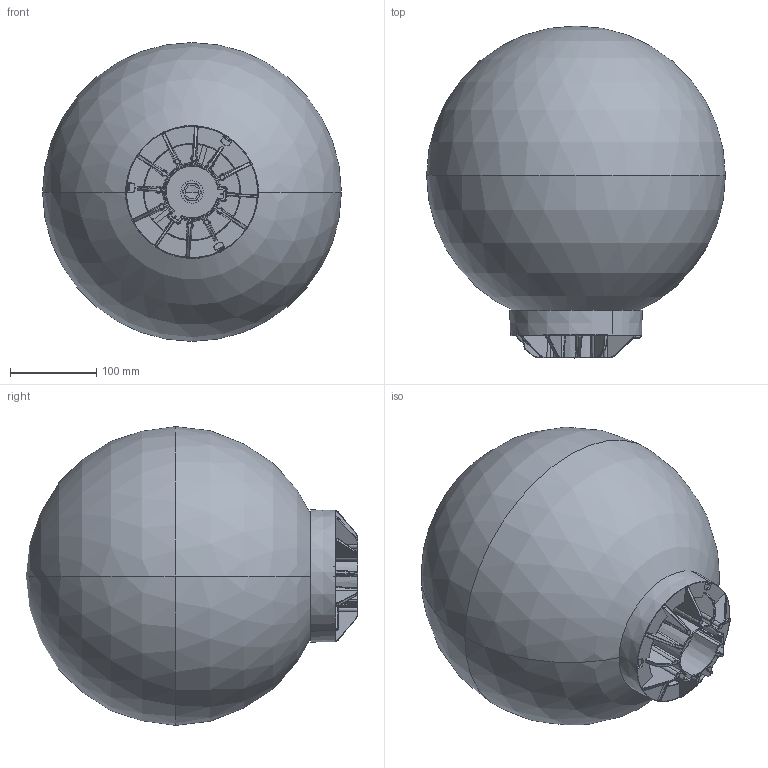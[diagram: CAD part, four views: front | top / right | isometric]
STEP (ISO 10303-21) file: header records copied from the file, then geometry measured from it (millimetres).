
FILE_DESCRIPTION (( 'STEP AP203' ), '1' );
FILE_NAME ('SFERA LED.STEP', '2022-05-12T06:49:02', ( '' ), ( '' ), 'SwSTEP 2.0', 'SolidWorks 2019', '' );
FILE_SCHEMA (( 'CONFIG_CONTROL_DESIGN' ));
Length unit declared in the file: millimetre
Products named in the file (1): SFERA LED
Bounding box: 346.5 x 384.98 x 346.5 mm (x, y, z)
Volume: 1687769.6 mm3; surface area: 862294 mm2
Topology: 2 solids, 2 shells, 704 faces, 1906 edges, 1173 vertices
Faces by surface type: plane 181, cylinder 177, cone 145, torus 108, bspline 64, sphere 29
Entity records: 25150 total; most frequent: CARTESIAN_POINT 8730, ORIENTED_EDGE 3710, DIRECTION 3226, EDGE_CURVE 1855, AXIS2_PLACEMENT_3D 1286, VERTEX_POINT 1171, EDGE_LOOP 732, FACE_OUTER_BOUND 704
